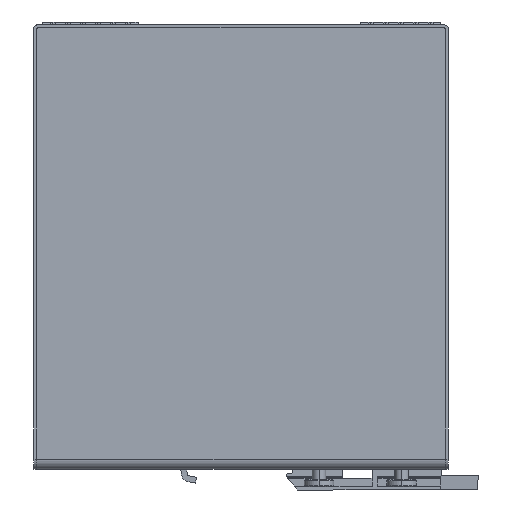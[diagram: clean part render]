
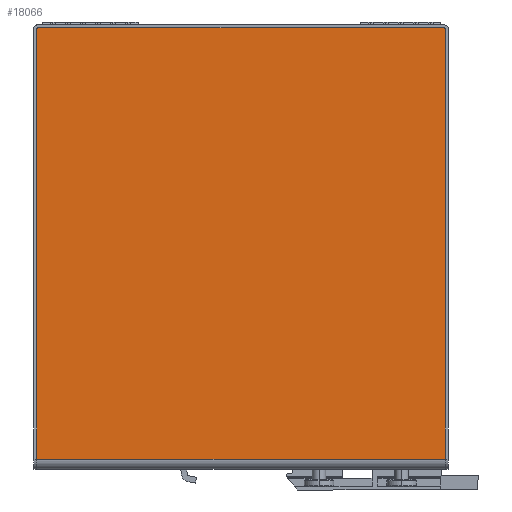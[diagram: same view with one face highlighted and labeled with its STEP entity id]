
A CAD part, left-side view. The second image highlights one B-rep face of the part: STEP entity #18066.
In plain terms, the highlighted planar face has unit normal (-1, 0, 0).
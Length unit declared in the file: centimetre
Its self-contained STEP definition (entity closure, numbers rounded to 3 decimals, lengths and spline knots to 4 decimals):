
#481=PLANE('',#19277);
#1241=VECTOR('',#20698,1.);
#1243=VECTOR('',#20705,1.);
#1247=VECTOR('',#20716,1.);
#1250=VECTOR('',#20726,1.);
#3316=LINE('',#24739,#1241);
#3318=LINE('',#24747,#1243);
#3322=LINE('',#24759,#1247);
#3325=LINE('',#24770,#1250);
#5392=VERTEX_POINT('',#24738);
#5393=VERTEX_POINT('',#24740);
#5395=VERTEX_POINT('',#24746);
#5396=VERTEX_POINT('',#24748);
#5399=VERTEX_POINT('',#24756);
#5400=VERTEX_POINT('',#24760);
#6978=CIRCLE('',#19273,0.03);
#6981=CIRCLE('',#19278,0.03);
#7444=EDGE_CURVE('',#5393,#5392,#3316,.T.);
#7449=EDGE_CURVE('',#5396,#5395,#3318,.T.);
#7453=EDGE_CURVE('',#5396,#5399,#6978,.T.);
#7455=EDGE_CURVE('',#5400,#5399,#3322,.T.);
#7460=EDGE_CURVE('',#5393,#5395,#6981,.T.);
#7461=EDGE_CURVE('',#5400,#5392,#3325,.T.);
#10278=ORIENTED_EDGE('',*,*,#7453,.F.);
#10279=ORIENTED_EDGE('',*,*,#7449,.T.);
#10280=ORIENTED_EDGE('',*,*,#7460,.F.);
#10281=ORIENTED_EDGE('',*,*,#7444,.T.);
#10282=ORIENTED_EDGE('',*,*,#7461,.F.);
#10283=ORIENTED_EDGE('',*,*,#7455,.T.);
#15507=EDGE_LOOP('',(#10278,#10279,#10280,#10281,#10282,#10283));
#16791=FACE_BOUND('',#15507,.T.);
#18066=ADVANCED_FACE('',(#16791),#481,.T.);
#19273=AXIS2_PLACEMENT_3D('',#24755,#20712,#20713);
#19277=AXIS2_PLACEMENT_3D('',#24768,#20723,$);
#19278=AXIS2_PLACEMENT_3D('',#24769,#20724,#20725);
#20698=DIRECTION('',(0.,0.,-1.));
#20705=DIRECTION('',(0.,1.,0.));
#20712=DIRECTION('',(1.,0.,0.));
#20713=DIRECTION('',(0.,-0.021,0.021));
#20716=DIRECTION('',(0.,0.,1.));
#20723=DIRECTION('',(-1.,0.,0.));
#20724=DIRECTION('',(1.,0.,0.));
#20725=DIRECTION('',(0.,0.021,0.021));
#20726=DIRECTION('',(0.,1.,0.));
#24738=CARTESIAN_POINT('',(-3.5,13.85,-7.13));
#24739=CARTESIAN_POINT('',(-3.5,13.85,-7.48));
#24740=CARTESIAN_POINT('',(-3.5,13.85,7.45));
#24746=CARTESIAN_POINT('',(-3.5,13.82,7.48));
#24747=CARTESIAN_POINT('',(-3.5,0.,7.48));
#24748=CARTESIAN_POINT('',(-3.5,0.03,7.48));
#24755=CARTESIAN_POINT('',(-3.5,0.03,7.45));
#24756=CARTESIAN_POINT('',(-3.5,0.,7.45));
#24759=CARTESIAN_POINT('',(-3.5,0.,-7.48));
#24760=CARTESIAN_POINT('',(-3.5,0.,-7.13));
#24768=CARTESIAN_POINT('',(-3.5,0.,0.));
#24769=CARTESIAN_POINT('',(-3.5,13.82,7.45));
#24770=CARTESIAN_POINT('',(-3.5,0.,-7.13));
